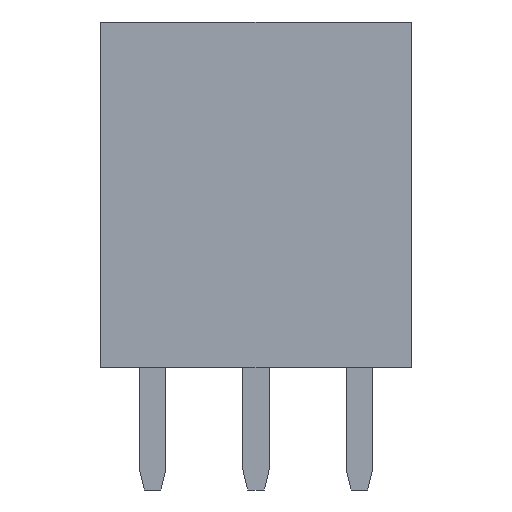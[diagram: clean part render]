
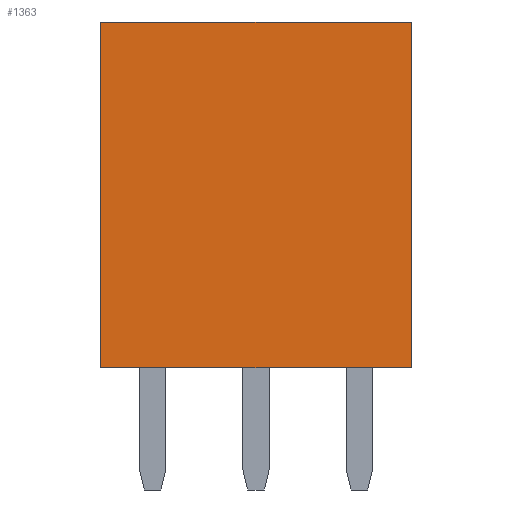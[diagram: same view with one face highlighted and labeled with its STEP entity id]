
A CAD part, left-side view. The second image highlights one B-rep face of the part: STEP entity #1363.
In plain terms, the highlighted planar face has unit normal (-1, 0, 0).
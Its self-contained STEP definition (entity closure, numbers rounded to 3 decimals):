
#849 = VERTEX_POINT('',#850);
#850 = CARTESIAN_POINT('',(-1.25,1.27,0.));
#858 = EDGE_CURVE('',#849,#859,#861,.T.);
#859 = VERTEX_POINT('',#860);
#860 = CARTESIAN_POINT('',(-1.25,1.27,8.5));
#861 = LINE('',#862,#863);
#862 = CARTESIAN_POINT('',(-1.25,1.27,0.));
#863 = VECTOR('',#864,1.);
#864 = DIRECTION('',(0.,0.,1.));
#939 = EDGE_CURVE('',#940,#849,#942,.T.);
#940 = VERTEX_POINT('',#941);
#941 = CARTESIAN_POINT('',(-1.25,-6.35,0.));
#942 = LINE('',#943,#944);
#943 = CARTESIAN_POINT('',(-1.25,-6.35,0.));
#944 = VECTOR('',#945,1.);
#945 = DIRECTION('',(0.,1.,0.));
#1242 = EDGE_CURVE('',#1243,#859,#1245,.T.);
#1243 = VERTEX_POINT('',#1244);
#1244 = CARTESIAN_POINT('',(-1.25,-6.35,8.5));
#1245 = LINE('',#1246,#1247);
#1246 = CARTESIAN_POINT('',(-1.25,-6.35,8.5));
#1247 = VECTOR('',#1248,1.);
#1248 = DIRECTION('',(0.,1.,0.));
#1363 = ADVANCED_FACE('',(#1364),#1375,.T.);
#1364 = FACE_BOUND('',#1365,.T.);
#1365 = EDGE_LOOP('',(#1366,#1372,#1373,#1374));
#1366 = ORIENTED_EDGE('',*,*,#1367,.T.);
#1367 = EDGE_CURVE('',#940,#1243,#1368,.T.);
#1368 = LINE('',#1369,#1370);
#1369 = CARTESIAN_POINT('',(-1.25,-6.35,0.));
#1370 = VECTOR('',#1371,1.);
#1371 = DIRECTION('',(0.,0.,1.));
#1372 = ORIENTED_EDGE('',*,*,#1242,.T.);
#1373 = ORIENTED_EDGE('',*,*,#858,.F.);
#1374 = ORIENTED_EDGE('',*,*,#939,.F.);
#1375 = PLANE('',#1376);
#1376 = AXIS2_PLACEMENT_3D('',#1377,#1378,#1379);
#1377 = CARTESIAN_POINT('',(-1.25,-6.35,0.));
#1378 = DIRECTION('',(-1.,0.,0.));
#1379 = DIRECTION('',(0.,1.,0.));
